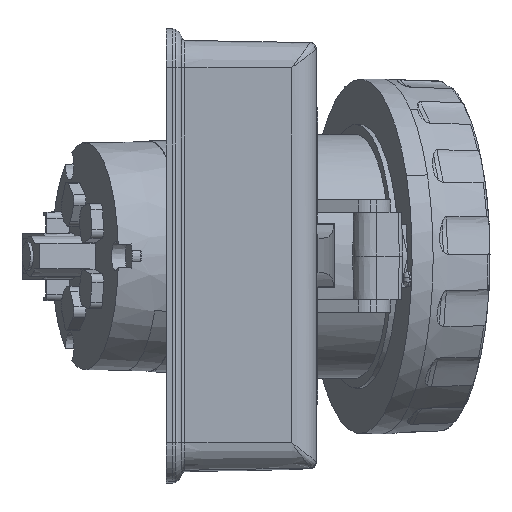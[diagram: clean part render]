
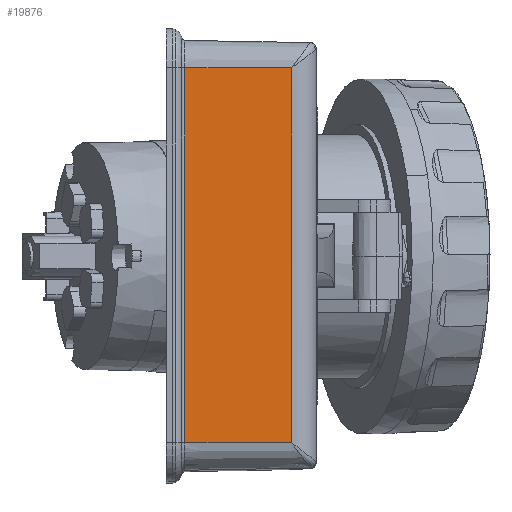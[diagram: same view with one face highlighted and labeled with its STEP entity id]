
A CAD part, top view. The second image highlights one B-rep face of the part: STEP entity #19876.
In plain terms, the highlighted planar face has unit normal (0.018, 0, 1).
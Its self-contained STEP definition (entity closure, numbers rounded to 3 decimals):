
#3306=DIRECTION('',(-1.,0.,0.017));
#3307=VECTOR('',#3306,34.219);
#3308=CARTESIAN_POINT('',(22.14,-60.,155.699));
#3309=LINE('',#3308,#3307);
#3329=DIRECTION('',(0.,1.,0.));
#3330=VECTOR('',#3329,120.);
#3331=CARTESIAN_POINT('',(-12.074,-60.,156.297));
#3332=LINE('',#3331,#3330);
#3337=DIRECTION('',(0.,-1.,0.));
#3338=VECTOR('',#3337,120.);
#3339=CARTESIAN_POINT('',(22.14,60.,155.699));
#3340=LINE('',#3339,#3338);
#3575=DIRECTION('',(1.,0.,-0.017));
#3576=VECTOR('',#3575,34.219);
#3577=CARTESIAN_POINT('',(-12.074,60.,156.297));
#3578=LINE('',#3577,#3576);
#14259=CARTESIAN_POINT('',(-12.074,-60.,156.297));
#14260=CARTESIAN_POINT('',(-12.074,60.,156.297));
#14261=VERTEX_POINT('',#14259);
#14262=VERTEX_POINT('',#14260);
#14276=CARTESIAN_POINT('',(22.14,60.,155.699));
#14277=CARTESIAN_POINT('',(22.14,-60.,155.699));
#14278=VERTEX_POINT('',#14276);
#14279=VERTEX_POINT('',#14277);
#19863=CARTESIAN_POINT('',(-18.,0.,156.4));
#19864=DIRECTION('',(-0.017,0.,-1.));
#19865=DIRECTION('',(0.,-1.,0.));
#19866=AXIS2_PLACEMENT_3D('',#19863,#19864,#19865);
#19867=PLANE('',#19866);
#19869=ORIENTED_EDGE('',*,*,#19868,.T.);
#19870=ORIENTED_EDGE('',*,*,#19826,.T.);
#19871=ORIENTED_EDGE('',*,*,#19854,.T.);
#19873=ORIENTED_EDGE('',*,*,#19872,.T.);
#19874=EDGE_LOOP('',(#19869,#19870,#19871,#19873));
#19875=FACE_OUTER_BOUND('',#19874,.F.);
#19876=ADVANCED_FACE('',(#19875),#19867,.F.);
#19826=EDGE_CURVE('',#14279,#14261,#3309,.T.);
#19854=EDGE_CURVE('',#14261,#14262,#3332,.T.);
#19868=EDGE_CURVE('',#14278,#14279,#3340,.T.);
#19872=EDGE_CURVE('',#14262,#14278,#3578,.T.);
